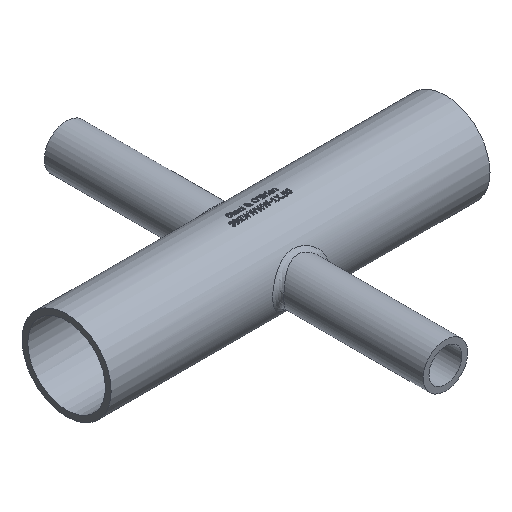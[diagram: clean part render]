
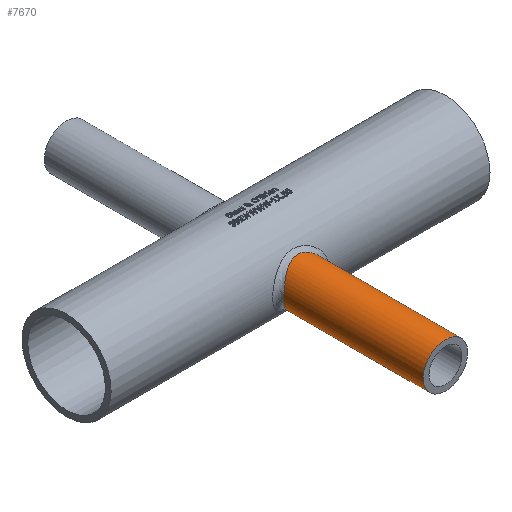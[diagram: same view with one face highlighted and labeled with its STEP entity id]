
A CAD part, isometric view. The second image highlights one B-rep face of the part: STEP entity #7670.
In plain terms, the highlighted cylindrical face has radius 6.35 mm (diameter 12.7 mm), a full revolution.
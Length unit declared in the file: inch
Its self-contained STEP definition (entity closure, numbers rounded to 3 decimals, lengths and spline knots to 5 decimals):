
#152=FACE_BOUND('',#1421,.T.);
#959=FACE_OUTER_BOUND('',#1420,.T.);
#1420=EDGE_LOOP('',(#7165));
#1421=EDGE_LOOP('',(#7166));
#2633=CIRCLE('',#8117,0.25);
#3015=B_SPLINE_CURVE_WITH_KNOTS('',3,(#17110,#17111,#17112,#17113,#17114,
#17115,#17116,#17117,#17118,#17119,#17120,#17121,#17122,#17123,#17124,#17125,
#17126,#17127,#17128,#17129,#17130,#17131,#17132),.UNSPECIFIED.,.T.,.F.,
(4,1,1,1,1,1,1,1,1,1,1,1,1,1,1,1,1,1,1,1,4),(0.,0.13948,0.27896,
0.55792,0.83687,0.97635,1.11583,
1.39479,1.67375,1.85972,2.04569,2.23166,
2.32465,2.41763,2.78958,2.92906,3.06853,
3.34749,3.62645,3.76593,3.90541),
 .UNSPECIFIED.);
#3770=VERTEX_POINT('',#17108);
#3771=VERTEX_POINT('',#17134);
#4905=EDGE_CURVE('',#3770,#3770,#3015,.T.);
#4906=EDGE_CURVE('',#3771,#3771,#2633,.T.);
#7165=ORIENTED_EDGE('',*,*,#4906,.T.);
#7166=ORIENTED_EDGE('',*,*,#4905,.F.);
#7223=CYLINDRICAL_SURFACE('',#8116,0.25);
#7670=ADVANCED_FACE('',(#959,#152),#7223,.T.);
#8116=AXIS2_PLACEMENT_3D('',#17133,#9542,#9543);
#8117=AXIS2_PLACEMENT_3D('',#17135,#9544,#9545);
#9542=DIRECTION('center_axis',(0.,1.,0.));
#9543=DIRECTION('ref_axis',(1.,0.,0.));
#9544=DIRECTION('center_axis',(0.,1.,0.));
#9545=DIRECTION('ref_axis',(1.,0.,0.));
#17108=CARTESIAN_POINT('',(-2.125,-0.46771,-0.25));
#17110=CARTESIAN_POINT('Ctrl Pts',(-2.125,-0.4677,
-0.25));
#17111=CARTESIAN_POINT('Ctrl Pts',(-2.14412,-0.4677,
-0.25));
#17112=CARTESIAN_POINT('Ctrl Pts',(-2.18236,-0.47148,
-0.24559));
#17113=CARTESIAN_POINT('Ctrl Pts',(-2.25332,-0.49149,
-0.22007));
#17114=CARTESIAN_POINT('Ctrl Pts',(-2.32595,-0.52917,-0.1621));
#17115=CARTESIAN_POINT('Ctrl Pts',(-2.36836,-0.5579,
-0.07658));
#17116=CARTESIAN_POINT('Ctrl Pts',(-2.37722,-0.56403,
0.));
#17117=CARTESIAN_POINT('Ctrl Pts',(-2.36837,-0.5579,
0.07658));
#17118=CARTESIAN_POINT('Ctrl Pts',(-2.32592,-0.52916,
0.16205));
#17119=CARTESIAN_POINT('Ctrl Pts',(-2.24853,-0.48898,
0.22395));
#17120=CARTESIAN_POINT('Ctrl Pts',(-2.16394,-0.46697,0.25097));
#17121=CARTESIAN_POINT('Ctrl Pts',(-2.08606,-0.46693,
0.25092));
#17122=CARTESIAN_POINT('Ctrl Pts',(-2.02564,-0.4827,
0.23175));
#17123=CARTESIAN_POINT('Ctrl Pts',(-1.9831,-0.49976,
0.20688));
#17124=CARTESIAN_POINT('Ctrl Pts',(-1.92583,-0.52774,
0.16131));
#17125=CARTESIAN_POINT('Ctrl Pts',(-1.88315,-0.55695,
0.08943));
#17126=CARTESIAN_POINT('Ctrl Pts',(-1.87277,-0.56401,
-0.00003));
#17127=CARTESIAN_POINT('Ctrl Pts',(-1.88165,-0.55791,
-0.07654));
#17128=CARTESIAN_POINT('Ctrl Pts',(-1.92405,-0.52915,
-0.1621));
#17129=CARTESIAN_POINT('Ctrl Pts',(-1.99668,-0.4915,
-0.22007));
#17130=CARTESIAN_POINT('Ctrl Pts',(-2.06764,-0.47148,
-0.24559));
#17131=CARTESIAN_POINT('Ctrl Pts',(-2.10588,-0.4677,
-0.25));
#17132=CARTESIAN_POINT('Ctrl Pts',(-2.125,-0.4677,
-0.25));
#17133=CARTESIAN_POINT('Origin',(-2.125,0.,0.));
#17134=CARTESIAN_POINT('',(-2.375,-2.125,0.));
#17135=CARTESIAN_POINT('Origin',(-2.125,-2.125,0.));
